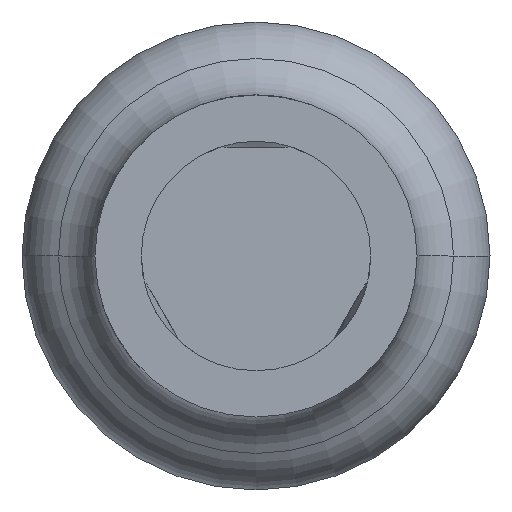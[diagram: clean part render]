
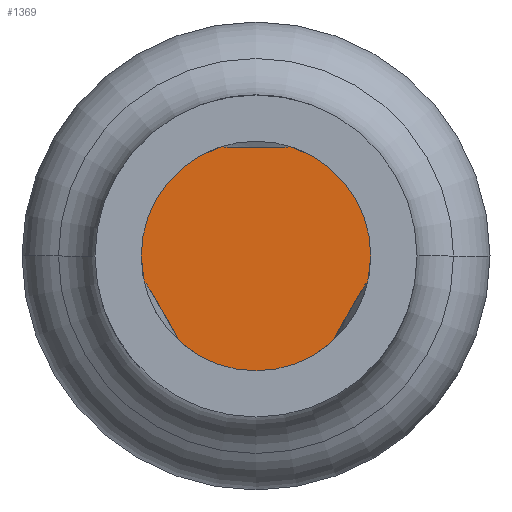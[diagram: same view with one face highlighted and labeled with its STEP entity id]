
A CAD part, front view. The second image highlights one B-rep face of the part: STEP entity #1369.
In plain terms, the highlighted planar face has unit normal (0, -1, 0).
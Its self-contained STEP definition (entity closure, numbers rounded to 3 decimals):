
#37 = VERTEX_POINT ( 'NONE', #2314 ) ;
#1028 = ORIENTED_EDGE ( 'NONE', *, *, #4991, .F. ) ;
#1279 = PLANE ( 'NONE',  #3401 ) ;
#1296 = EDGE_CURVE ( 'Defeature ausgef�hrt1_0+Defeature ausgef�hrt1_42+Defeature ausgef�hrt1_42+Defeature ausgef�hrt1_42', #3108, #37, #2404, .T. ) ;
#1369 = ADVANCED_FACE ( 'Defeature ausgef�hrt1_42', ( #1875 ), #1279, .F. ) ;
#1595 = CIRCLE ( 'NONE', #4732, 0.513 ) ;
#1765 = CARTESIAN_POINT ( 'NONE',  ( 0., -24.7, 0. ) ) ;
#1800 = DIRECTION ( 'NONE',  ( -1., 0., 0. ) ) ;
#1875 = FACE_OUTER_BOUND ( 'NONE', #6404, .T. ) ;
#2199 = DIRECTION ( 'NONE',  ( 1., 0., 0. ) ) ;
#2314 = CARTESIAN_POINT ( 'NONE',  ( -0.513, -24.7, 0. ) ) ;
#2380 = CARTESIAN_POINT ( 'NONE',  ( 0.513, -24.7, 0. ) ) ;
#2404 = CIRCLE ( 'NONE', #4212, 0.513 ) ;
#2591 = ORIENTED_EDGE ( 'NONE', *, *, #1296, .F. ) ;
#3108 = VERTEX_POINT ( 'NONE', #2380 ) ;
#3134 = CARTESIAN_POINT ( 'NONE',  ( 0., -24.7, 0. ) ) ;
#3401 = AXIS2_PLACEMENT_3D ( 'NONE', #1765, #5199, #1800 ) ;
#4183 = DIRECTION ( 'NONE',  ( 0., 1., 0. ) ) ;
#4212 = AXIS2_PLACEMENT_3D ( 'NONE', #3134, #4183, #4598 ) ;
#4580 = DIRECTION ( 'NONE',  ( 0., 1., 0. ) ) ;
#4598 = DIRECTION ( 'NONE',  ( 1., 0., 0. ) ) ;
#4732 = AXIS2_PLACEMENT_3D ( 'NONE', #5185, #4580, #2199 ) ;
#4991 = EDGE_CURVE ( 'Defeature ausgef�hrt1_0+Defeature ausgef�hrt1_42+Defeature ausgef�hrt1_42+Defeature ausgef�hrt1_42', #37, #3108, #1595, .T. ) ;
#5185 = CARTESIAN_POINT ( 'NONE',  ( 0., -24.7, 0. ) ) ;
#5199 = DIRECTION ( 'NONE',  ( 0., 1., 0. ) ) ;
#6404 = EDGE_LOOP ( 'NONE', ( #1028, #2591 ) ) ;
